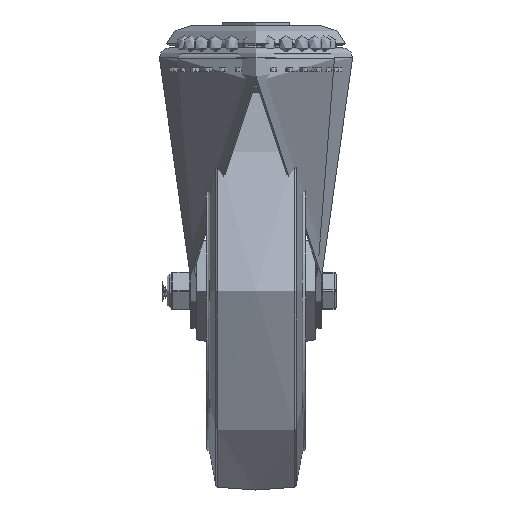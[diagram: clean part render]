
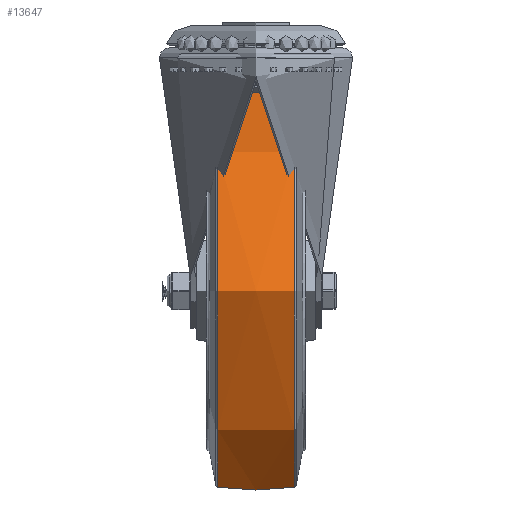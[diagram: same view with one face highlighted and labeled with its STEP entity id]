
A CAD part, left-side view. The second image highlights one B-rep face of the part: STEP entity #13647.
In plain terms, the highlighted free-form (B-spline) face has degree [2, 2] with [3, 9] control points.
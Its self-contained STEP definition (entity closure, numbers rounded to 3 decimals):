
#83=(
BOUNDED_SURFACE()
B_SPLINE_SURFACE(2,2,((#26474,#26475,#26476,#26477,#26478,#26479,#26480,
#26481,#26482),(#26483,#26484,#26485,#26486,#26487,#26488,#26489,#26490,
#26491),(#26492,#26493,#26494,#26495,#26496,#26497,#26498,#26499,#26500)),
 .UNSPECIFIED.,.F.,.T.,.F.)
B_SPLINE_SURFACE_WITH_KNOTS((3,3),(3,2,2,2,3),(-0.144,0.144),
(-3.142,-1.571,0.,1.571,3.142),
 .UNSPECIFIED.)
GEOMETRIC_REPRESENTATION_ITEM()
RATIONAL_B_SPLINE_SURFACE(((1.,0.707,1.,0.707,1.,
0.707,1.,0.707,1.),(0.99,0.7,
0.99,0.7,0.99,0.7,
0.99,0.7,0.99),(1.,0.707,
1.,0.707,1.,0.707,1.,0.707,1.)))
REPRESENTATION_ITEM('')
SURFACE()
);
#3997=FACE_OUTER_BOUND('',#4812,.T.);
#4812=EDGE_LOOP('',(#11592,#11593,#11594,#11595));
#5572=CIRCLE('',#15128,98.605);
#5573=CIRCLE('',#15129,134.083);
#5574=CIRCLE('',#15130,98.605);
#6652=VERTEX_POINT('',#26471);
#6653=VERTEX_POINT('',#26501);
#8365=EDGE_CURVE('',#6652,#6652,#5572,.T.);
#8366=EDGE_CURVE('',#6652,#6653,#5573,.T.);
#8367=EDGE_CURVE('',#6653,#6653,#5574,.T.);
#11592=ORIENTED_EDGE('',*,*,#8365,.F.);
#11593=ORIENTED_EDGE('',*,*,#8366,.T.);
#11594=ORIENTED_EDGE('',*,*,#8367,.T.);
#11595=ORIENTED_EDGE('',*,*,#8366,.F.);
#13647=ADVANCED_FACE('',(#3997),#83,.F.);
#15128=AXIS2_PLACEMENT_3D('',#26473,#18252,#18253);
#15129=AXIS2_PLACEMENT_3D('',#26502,#18254,#18255);
#15130=AXIS2_PLACEMENT_3D('',#26503,#18256,#18257);
#18252=DIRECTION('center_axis',(0.,-1.,0.));
#18253=DIRECTION('ref_axis',(0.,0.,
1.));
#18254=DIRECTION('center_axis',(-1.,0.,0.));
#18255=DIRECTION('ref_axis',(0.,0.,
1.));
#18256=DIRECTION('center_axis',(0.,-1.,0.));
#18257=DIRECTION('ref_axis',(0.,0.,
1.));
#26471=CARTESIAN_POINT('',(0.,-19.292,98.605));
#26473=CARTESIAN_POINT('Origin',(0.,-19.292,
0.));
#26474=CARTESIAN_POINT('Ctrl Pts',(0.,19.292,
98.605));
#26475=CARTESIAN_POINT('Ctrl Pts',(-98.605,19.292,98.605));
#26476=CARTESIAN_POINT('Ctrl Pts',(-98.605,19.292,0.));
#26477=CARTESIAN_POINT('Ctrl Pts',(-98.605,19.292,-98.605));
#26478=CARTESIAN_POINT('Ctrl Pts',(0.,19.292,
-98.605));
#26479=CARTESIAN_POINT('Ctrl Pts',(98.605,19.292,-98.605));
#26480=CARTESIAN_POINT('Ctrl Pts',(98.605,19.292,0.));
#26481=CARTESIAN_POINT('Ctrl Pts',(98.605,19.292,98.605));
#26482=CARTESIAN_POINT('Ctrl Pts',(0.,19.292,
98.605));
#26483=CARTESIAN_POINT('Ctrl Pts',(0.,0.,
101.41));
#26484=CARTESIAN_POINT('Ctrl Pts',(-101.41,0.,
101.41));
#26485=CARTESIAN_POINT('Ctrl Pts',(-101.41,0.,
0.));
#26486=CARTESIAN_POINT('Ctrl Pts',(-101.41,0.,
-101.41));
#26487=CARTESIAN_POINT('Ctrl Pts',(0.,0.,
-101.41));
#26488=CARTESIAN_POINT('Ctrl Pts',(101.41,0.,
-101.41));
#26489=CARTESIAN_POINT('Ctrl Pts',(101.41,0.,
0.));
#26490=CARTESIAN_POINT('Ctrl Pts',(101.41,0.,
101.41));
#26491=CARTESIAN_POINT('Ctrl Pts',(0.,0.,
101.41));
#26492=CARTESIAN_POINT('Ctrl Pts',(0.,-19.292,
98.605));
#26493=CARTESIAN_POINT('Ctrl Pts',(-98.605,-19.292,98.605));
#26494=CARTESIAN_POINT('Ctrl Pts',(-98.605,-19.292,0.));
#26495=CARTESIAN_POINT('Ctrl Pts',(-98.605,-19.292,
-98.605));
#26496=CARTESIAN_POINT('Ctrl Pts',(0.,-19.292,
-98.605));
#26497=CARTESIAN_POINT('Ctrl Pts',(98.605,-19.292,-98.605));
#26498=CARTESIAN_POINT('Ctrl Pts',(98.605,-19.292,0.));
#26499=CARTESIAN_POINT('Ctrl Pts',(98.605,-19.292,98.605));
#26500=CARTESIAN_POINT('Ctrl Pts',(0.,-19.292,
98.605));
#26501=CARTESIAN_POINT('',(0.,19.292,98.605));
#26502=CARTESIAN_POINT('Origin',(0.,0.,
-34.083));
#26503=CARTESIAN_POINT('Origin',(0.,19.292,
0.));
